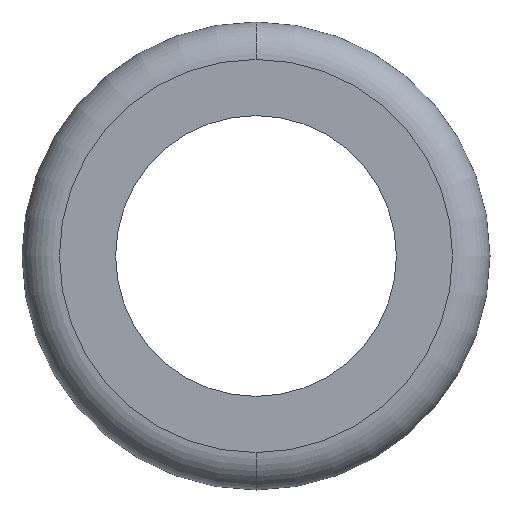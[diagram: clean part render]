
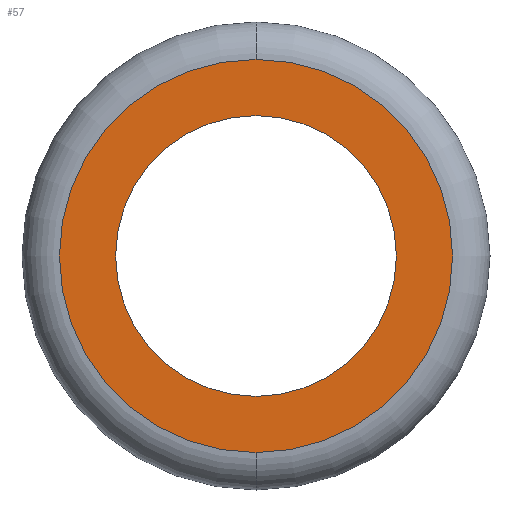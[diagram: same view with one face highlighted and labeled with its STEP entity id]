
A CAD part, front view. The second image highlights one B-rep face of the part: STEP entity #57.
In plain terms, the highlighted planar face has unit normal (0, -1, 0).
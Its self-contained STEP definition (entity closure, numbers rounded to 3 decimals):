
#57 = ADVANCED_FACE ( 'NONE', ( #218, #224 ), #225, .F. ) ;
#58 = EDGE_LOOP ( 'NONE', ( #59, #112 ) ) ;
#59 = ORIENTED_EDGE ( 'NONE', *, *, #111, .T. ) ;
#111 = EDGE_CURVE ( 'NONE', #142, #153, #323, .T. ) ;
#112 = ORIENTED_EDGE ( 'NONE', *, *, #141, .T. ) ;
#113 = EDGE_LOOP ( 'NONE', ( #114, #116 ) ) ;
#114 = ORIENTED_EDGE ( 'NONE', *, *, #115, .F. ) ;
#115 = EDGE_CURVE ( 'NONE', #128, #123, #319, .T. ) ;
#116 = ORIENTED_EDGE ( 'NONE', *, *, #125, .F. ) ;
#123 = VERTEX_POINT ( 'NONE', #302 ) ;
#125 = EDGE_CURVE ( 'NONE', #123, #128, #301, .T. ) ;
#128 = VERTEX_POINT ( 'NONE', #401 ) ;
#141 = EDGE_CURVE ( 'NONE', #153, #142, #436, .T. ) ;
#142 = VERTEX_POINT ( 'NONE', #432 ) ;
#153 = VERTEX_POINT ( 'NONE', #416 ) ;
#217 = DIRECTION ( 'NONE',  ( 0., 0., 1. ) ) ;
#218 = FACE_OUTER_BOUND ( 'NONE', #58, .T. ) ;
#221 = DIRECTION ( 'NONE',  ( 0., 1., 0. ) ) ;
#222 = CARTESIAN_POINT ( 'NONE',  ( -4.5, 0., 0. ) ) ;
#223 = AXIS2_PLACEMENT_3D ( 'NONE', #222, #221, #217 ) ;
#224 = FACE_BOUND ( 'NONE', #113, .T. ) ;
#225 = PLANE ( 'NONE',  #223 ) ;
#300 = CARTESIAN_POINT ( 'NONE',  ( 0., 0., 0. ) ) ;
#301 = CIRCLE ( 'NONE', #411, 4.5 ) ;
#302 = CARTESIAN_POINT ( 'NONE',  ( 0., 0., 4.5 ) ) ;
#315 = DIRECTION ( 'NONE',  ( 0., 0., -1. ) ) ;
#316 = DIRECTION ( 'NONE',  ( 0., -1., 0. ) ) ;
#317 = CARTESIAN_POINT ( 'NONE',  ( 0., 0., 0. ) ) ;
#318 = AXIS2_PLACEMENT_3D ( 'NONE', #317, #316, #315 ) ;
#319 = CIRCLE ( 'NONE', #318, 4.5 ) ;
#320 = DIRECTION ( 'NONE',  ( 0., 0., 1. ) ) ;
#321 = DIRECTION ( 'NONE',  ( 0., -1., 0. ) ) ;
#322 = AXIS2_PLACEMENT_3D ( 'NONE', #369, #321, #320 ) ;
#323 = CIRCLE ( 'NONE', #322, 6.3 ) ;
#369 = CARTESIAN_POINT ( 'NONE',  ( 0., 0., 0. ) ) ;
#401 = CARTESIAN_POINT ( 'NONE',  ( 0., 0., -4.5 ) ) ;
#409 = DIRECTION ( 'NONE',  ( 0., 0., -1. ) ) ;
#410 = DIRECTION ( 'NONE',  ( 0., -1., 0. ) ) ;
#411 = AXIS2_PLACEMENT_3D ( 'NONE', #300, #410, #409 ) ;
#416 = CARTESIAN_POINT ( 'NONE',  ( 0., 0., -6.3 ) ) ;
#432 = CARTESIAN_POINT ( 'NONE',  ( 0., 0., 6.3 ) ) ;
#433 = DIRECTION ( 'NONE',  ( 0., 0., 1. ) ) ;
#434 = DIRECTION ( 'NONE',  ( 0., -1., 0. ) ) ;
#435 = AXIS2_PLACEMENT_3D ( 'NONE', #440, #434, #433 ) ;
#436 = CIRCLE ( 'NONE', #435, 6.3 ) ;
#440 = CARTESIAN_POINT ( 'NONE',  ( 0., 0., 0. ) ) ;
